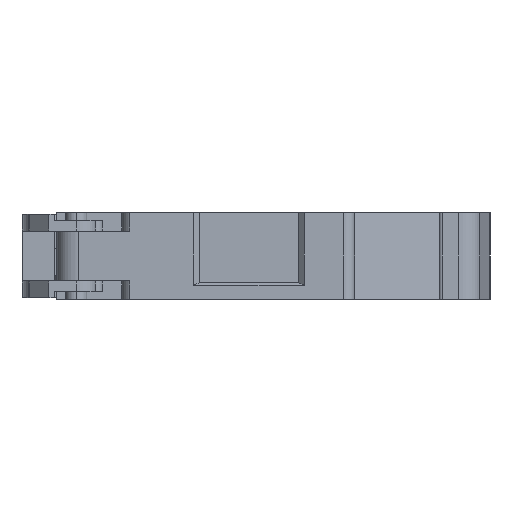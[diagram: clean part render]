
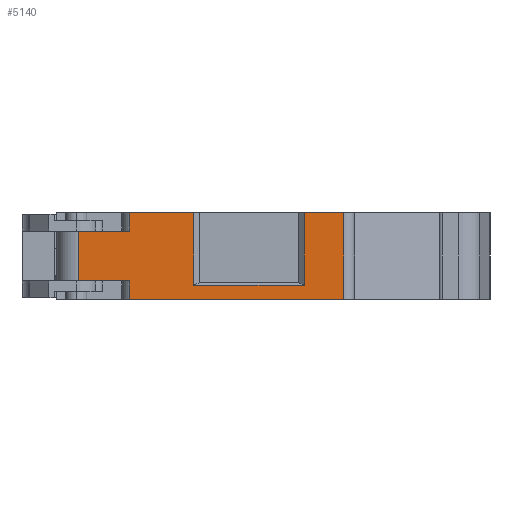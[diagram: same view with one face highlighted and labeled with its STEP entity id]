
A CAD part, left-side view. The second image highlights one B-rep face of the part: STEP entity #5140.
In plain terms, the highlighted planar face has unit normal (-1, 0, 0).
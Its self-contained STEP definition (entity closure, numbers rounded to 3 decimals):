
#139 = VERTEX_POINT ( 'NONE', #4781 ) ;
#198 = LINE ( 'NONE', #3071, #460 ) ;
#274 = EDGE_CURVE ( 'NONE', #2994, #7069, #4355, .T. ) ;
#460 = VECTOR ( 'NONE', #3036, 1000. ) ;
#687 = VECTOR ( 'NONE', #5679, 1000. ) ;
#733 = LINE ( 'NONE', #8161, #687 ) ;
#854 = CARTESIAN_POINT ( 'NONE',  ( 0., 33.24, 8. ) ) ;
#1031 = CARTESIAN_POINT ( 'NONE',  ( 0., 38., 6.3 ) ) ;
#1107 = CARTESIAN_POINT ( 'NONE',  ( 0., 27.35, 8. ) ) ;
#1225 = ORIENTED_EDGE ( 'NONE', *, *, #7813, .T. ) ;
#1248 = VECTOR ( 'NONE', #7347, 1000. ) ;
#1279 = CARTESIAN_POINT ( 'NONE',  ( 0., 13.5, 8. ) ) ;
#1296 = EDGE_CURVE ( 'NONE', #6876, #7352, #6779, .T. ) ;
#1429 = LINE ( 'NONE', #7638, #4143 ) ;
#1450 = ORIENTED_EDGE ( 'NONE', *, *, #6471, .T. ) ;
#1575 = ORIENTED_EDGE ( 'NONE', *, *, #274, .T. ) ;
#1943 = CARTESIAN_POINT ( 'NONE',  ( 0., 17.15, 8. ) ) ;
#1950 = CARTESIAN_POINT ( 'NONE',  ( 0., -36.231, 8. ) ) ;
#2078 = VERTEX_POINT ( 'NONE', #7533 ) ;
#2098 = ORIENTED_EDGE ( 'NONE', *, *, #4537, .T. ) ;
#2195 = VERTEX_POINT ( 'NONE', #6896 ) ;
#2197 = CARTESIAN_POINT ( 'NONE',  ( 0., 33.24, 8. ) ) ;
#2409 = LINE ( 'NONE', #2197, #2729 ) ;
#2435 = LINE ( 'NONE', #1943, #1248 ) ;
#2520 = LINE ( 'NONE', #3148, #7993 ) ;
#2619 = CARTESIAN_POINT ( 'NONE',  ( 0., 27.35, 1.3 ) ) ;
#2728 = EDGE_CURVE ( 'NONE', #2195, #2078, #198, .T. ) ;
#2729 = VECTOR ( 'NONE', #5507, 1000. ) ;
#2791 = VERTEX_POINT ( 'NONE', #2619 ) ;
#2994 = VERTEX_POINT ( 'NONE', #1107 ) ;
#3036 = DIRECTION ( 'NONE',  ( 0., -1., 0. ) ) ;
#3071 = CARTESIAN_POINT ( 'NONE',  ( 0., -36.231, 1.7 ) ) ;
#3135 = LINE ( 'NONE', #6554, #3362 ) ;
#3148 = CARTESIAN_POINT ( 'NONE',  ( 0., -36.231, 0. ) ) ;
#3184 = VERTEX_POINT ( 'NONE', #4831 ) ;
#3250 = CARTESIAN_POINT ( 'NONE',  ( 0., -36.231, 1.3 ) ) ;
#3261 = DIRECTION ( 'NONE',  ( 0., 1., 0. ) ) ;
#3329 = DIRECTION ( 'NONE',  ( 0., 1., 0. ) ) ;
#3362 = VECTOR ( 'NONE', #6686, 1000. ) ;
#3365 = CARTESIAN_POINT ( 'NONE',  ( 0., 13.5, 8. ) ) ;
#3412 = DIRECTION ( 'NONE',  ( 0., 0., -1. ) ) ;
#3499 = CARTESIAN_POINT ( 'NONE',  ( 0., 38., 8. ) ) ;
#3665 = ORIENTED_EDGE ( 'NONE', *, *, #6906, .T. ) ;
#3710 = CARTESIAN_POINT ( 'NONE',  ( 0., 13.5, 0. ) ) ;
#3926 = EDGE_CURVE ( 'NONE', #7352, #7437, #4564, .T. ) ;
#3937 = DIRECTION ( 'NONE',  ( 0., -1., 0. ) ) ;
#3950 = DIRECTION ( 'NONE',  ( -1., 0., 0. ) ) ;
#3965 = PLANE ( 'NONE',  #7187 ) ;
#3982 = ORIENTED_EDGE ( 'NONE', *, *, #8176, .T. ) ;
#4032 = DIRECTION ( 'NONE',  ( 0., 0., 1. ) ) ;
#4143 = VECTOR ( 'NONE', #7723, 1000. ) ;
#4164 = CARTESIAN_POINT ( 'NONE',  ( 0., -36.231, 8. ) ) ;
#4355 = LINE ( 'NONE', #4395, #6346 ) ;
#4365 = DIRECTION ( 'NONE',  ( 0., 1., 0. ) ) ;
#4395 = CARTESIAN_POINT ( 'NONE',  ( 0., -36.231, 8. ) ) ;
#4537 = EDGE_CURVE ( 'NONE', #7437, #3184, #2435, .T. ) ;
#4564 = LINE ( 'NONE', #1950, #4986 ) ;
#4746 = EDGE_CURVE ( 'NONE', #5667, #7069, #1429, .T. ) ;
#4781 = CARTESIAN_POINT ( 'NONE',  ( 0., 33.24, 0. ) ) ;
#4831 = CARTESIAN_POINT ( 'NONE',  ( 0., 17.15, 1.3 ) ) ;
#4986 = VECTOR ( 'NONE', #3261, 1000. ) ;
#5140 = ADVANCED_FACE ( 'NONE', ( #6997 ), #3965, .T. ) ;
#5232 = EDGE_CURVE ( 'NONE', #3184, #2791, #8126, .T. ) ;
#5311 = CARTESIAN_POINT ( 'NONE',  ( 0., 33.24, 6.3 ) ) ;
#5337 = ORIENTED_EDGE ( 'NONE', *, *, #4746, .F. ) ;
#5507 = DIRECTION ( 'NONE',  ( 0., 0., -1. ) ) ;
#5667 = VERTEX_POINT ( 'NONE', #5311 ) ;
#5679 = DIRECTION ( 'NONE',  ( 0., 0., 1. ) ) ;
#5771 = EDGE_CURVE ( 'NONE', #2791, #2994, #733, .T. ) ;
#6124 = VECTOR ( 'NONE', #3412, 1000. ) ;
#6127 = ORIENTED_EDGE ( 'NONE', *, *, #5771, .T. ) ;
#6192 = ORIENTED_EDGE ( 'NONE', *, *, #2728, .T. ) ;
#6346 = VECTOR ( 'NONE', #4365, 1000. ) ;
#6471 = EDGE_CURVE ( 'NONE', #5667, #7081, #3135, .T. ) ;
#6554 = CARTESIAN_POINT ( 'NONE',  ( 0., -36.231, 6.3 ) ) ;
#6686 = DIRECTION ( 'NONE',  ( 0., 1., 0. ) ) ;
#6779 = LINE ( 'NONE', #3365, #7659 ) ;
#6876 = VERTEX_POINT ( 'NONE', #3710 ) ;
#6896 = CARTESIAN_POINT ( 'NONE',  ( 0., 38., 1.7 ) ) ;
#6906 = EDGE_CURVE ( 'NONE', #7081, #2195, #7950, .T. ) ;
#6957 = DIRECTION ( 'NONE',  ( 0., -1., 0. ) ) ;
#6997 = FACE_OUTER_BOUND ( 'NONE', #8077, .T. ) ;
#7022 = ORIENTED_EDGE ( 'NONE', *, *, #3926, .T. ) ;
#7069 = VERTEX_POINT ( 'NONE', #854 ) ;
#7081 = VERTEX_POINT ( 'NONE', #1031 ) ;
#7109 = CARTESIAN_POINT ( 'NONE',  ( 0., 17.15, 8. ) ) ;
#7187 = AXIS2_PLACEMENT_3D ( 'NONE', #4164, #3950, #3937 ) ;
#7347 = DIRECTION ( 'NONE',  ( 0., 0., -1. ) ) ;
#7352 = VERTEX_POINT ( 'NONE', #1279 ) ;
#7437 = VERTEX_POINT ( 'NONE', #7109 ) ;
#7533 = CARTESIAN_POINT ( 'NONE',  ( 0., 33.24, 1.7 ) ) ;
#7638 = CARTESIAN_POINT ( 'NONE',  ( 0., 33.24, 6.3 ) ) ;
#7659 = VECTOR ( 'NONE', #4032, 1000. ) ;
#7723 = DIRECTION ( 'NONE',  ( 0., 0., 1. ) ) ;
#7807 = ORIENTED_EDGE ( 'NONE', *, *, #5232, .T. ) ;
#7813 = EDGE_CURVE ( 'NONE', #139, #6876, #2520, .T. ) ;
#7939 = VECTOR ( 'NONE', #3329, 1000. ) ;
#7950 = LINE ( 'NONE', #3499, #6124 ) ;
#7993 = VECTOR ( 'NONE', #6957, 1000. ) ;
#8077 = EDGE_LOOP ( 'NONE', ( #8226, #7022, #2098, #7807, #6127, #1575, #5337, #1450, #3665, #6192, #3982, #1225 ) ) ;
#8126 = LINE ( 'NONE', #3250, #7939 ) ;
#8161 = CARTESIAN_POINT ( 'NONE',  ( 0., 27.35, 8. ) ) ;
#8176 = EDGE_CURVE ( 'NONE', #2078, #139, #2409, .T. ) ;
#8226 = ORIENTED_EDGE ( 'NONE', *, *, #1296, .T. ) ;
